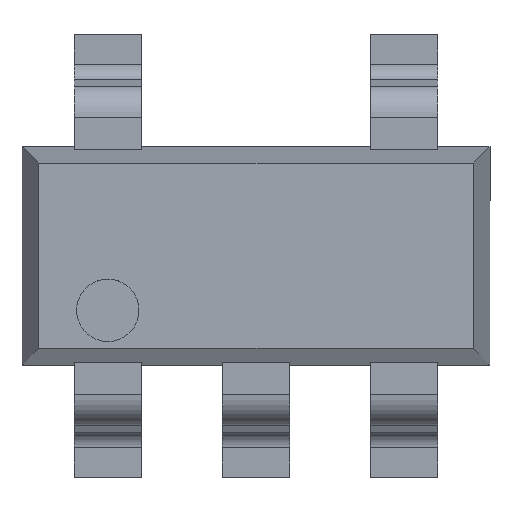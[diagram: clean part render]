
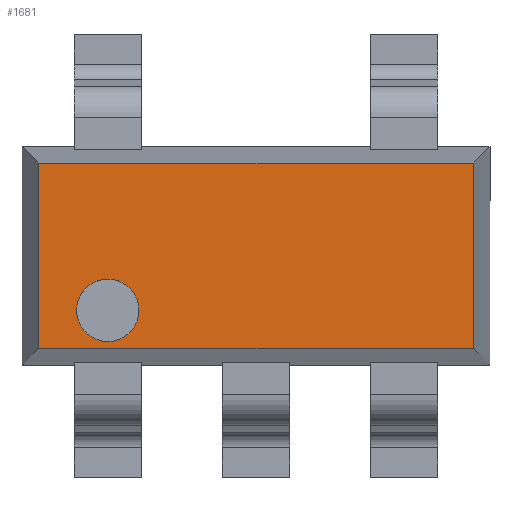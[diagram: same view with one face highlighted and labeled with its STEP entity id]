
A CAD part, top view. The second image highlights one B-rep face of the part: STEP entity #1681.
In plain terms, the highlighted planar face has unit normal (0, 0, 1).
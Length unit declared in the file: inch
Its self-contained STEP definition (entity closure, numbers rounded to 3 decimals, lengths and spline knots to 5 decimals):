
#32 = VECTOR ( 'NONE', #839, 39.37008 ) ;
#42 = CARTESIAN_POINT ( 'NONE',  ( -0.0374, -0.01378, 0.04331 ) ) ;
#85 = DIRECTION ( 'NONE',  ( 0., -1., 0. ) ) ;
#100 = LINE ( 'NONE', #2390, #2330 ) ;
#105 = CARTESIAN_POINT ( 'NONE',  ( -0.05489, -0.02339, 0.04331 ) ) ;
#249 = DIRECTION ( 'NONE',  ( 0., -1., 0. ) ) ;
#269 = LINE ( 'NONE', #635, #655 ) ;
#279 = AXIS2_PLACEMENT_3D ( 'NONE', #1394, #2363, #2318 ) ;
#361 = CIRCLE ( 'NONE', #1178, 0.00787 ) ;
#500 = CARTESIAN_POINT ( 'NONE',  ( 0.05489, 0.02756, 0.04331 ) ) ;
#635 = CARTESIAN_POINT ( 'NONE',  ( -0.05906, 0.02339, 0.04331 ) ) ;
#655 = VECTOR ( 'NONE', #1947, 39.37008 ) ;
#670 = CARTESIAN_POINT ( 'NONE',  ( 0.05489, 0.02339, 0.04331 ) ) ;
#838 = CARTESIAN_POINT ( 'NONE',  ( 0.05489, -0.02339, 0.04331 ) ) ;
#839 = DIRECTION ( 'NONE',  ( 0., 1., 0. ) ) ;
#915 = LINE ( 'NONE', #500, #1294 ) ;
#918 = VERTEX_POINT ( 'NONE', #838 ) ;
#1007 = EDGE_CURVE ( 'NONE', #1581, #1735, #361, .T. ) ;
#1041 = PLANE ( 'NONE',  #279 ) ;
#1070 = CARTESIAN_POINT ( 'NONE',  ( -0.05489, 0.02756, 0.04331 ) ) ;
#1074 = ORIENTED_EDGE ( 'NONE', *, *, #1865, .F. ) ;
#1088 = EDGE_CURVE ( 'NONE', #1737, #2195, #269, .T. ) ;
#1126 = CIRCLE ( 'NONE', #1194, 0.00787 ) ;
#1157 = DIRECTION ( 'NONE',  ( 0., -1., 0. ) ) ;
#1178 = AXIS2_PLACEMENT_3D ( 'NONE', #1528, #1198, #1157 ) ;
#1182 = CARTESIAN_POINT ( 'NONE',  ( -0.0374, -0.00591, 0.04331 ) ) ;
#1194 = AXIS2_PLACEMENT_3D ( 'NONE', #42, #1458, #249 ) ;
#1198 = DIRECTION ( 'NONE',  ( 0., 0., -1. ) ) ;
#1294 = VECTOR ( 'NONE', #85, 39.37008 ) ;
#1306 = CARTESIAN_POINT ( 'NONE',  ( -0.0374, -0.02165, 0.04331 ) ) ;
#1326 = EDGE_LOOP ( 'NONE', ( #2097, #2117, #1074, #1959 ) ) ;
#1349 = CARTESIAN_POINT ( 'NONE',  ( -0.05489, 0.02339, 0.04331 ) ) ;
#1394 = CARTESIAN_POINT ( 'NONE',  ( 0., 0., 0.04331 ) ) ;
#1450 = EDGE_CURVE ( 'NONE', #2195, #918, #915, .T. ) ;
#1458 = DIRECTION ( 'NONE',  ( 0., 0., -1. ) ) ;
#1490 = ORIENTED_EDGE ( 'NONE', *, *, #1007, .T. ) ;
#1524 = LINE ( 'NONE', #1070, #32 ) ;
#1528 = CARTESIAN_POINT ( 'NONE',  ( -0.0374, -0.01378, 0.04331 ) ) ;
#1574 = EDGE_LOOP ( 'NONE', ( #2063, #1490 ) ) ;
#1581 = VERTEX_POINT ( 'NONE', #1182 ) ;
#1681 = ADVANCED_FACE ( 'NONE', ( #2003, #1853 ), #1041, .T. ) ;
#1735 = VERTEX_POINT ( 'NONE', #1306 ) ;
#1737 = VERTEX_POINT ( 'NONE', #1349 ) ;
#1853 = FACE_OUTER_BOUND ( 'NONE', #1326, .T. ) ;
#1865 = EDGE_CURVE ( 'NONE', #2381, #1737, #1524, .T. ) ;
#1947 = DIRECTION ( 'NONE',  ( 1., 0., 0. ) ) ;
#1959 = ORIENTED_EDGE ( 'NONE', *, *, #2015, .T. ) ;
#2003 = FACE_BOUND ( 'NONE', #1574, .T. ) ;
#2015 = EDGE_CURVE ( 'NONE', #2381, #918, #100, .T. ) ;
#2063 = ORIENTED_EDGE ( 'NONE', *, *, #2151, .T. ) ;
#2097 = ORIENTED_EDGE ( 'NONE', *, *, #1450, .F. ) ;
#2117 = ORIENTED_EDGE ( 'NONE', *, *, #1088, .F. ) ;
#2151 = EDGE_CURVE ( 'NONE', #1735, #1581, #1126, .T. ) ;
#2195 = VERTEX_POINT ( 'NONE', #670 ) ;
#2318 = DIRECTION ( 'NONE',  ( 1., 0., 0. ) ) ;
#2330 = VECTOR ( 'NONE', #2476, 39.37008 ) ;
#2363 = DIRECTION ( 'NONE',  ( 0., 0., 1. ) ) ;
#2381 = VERTEX_POINT ( 'NONE', #105 ) ;
#2390 = CARTESIAN_POINT ( 'NONE',  ( 0., -0.02339, 0.04331 ) ) ;
#2476 = DIRECTION ( 'NONE',  ( 1., 0., 0. ) ) ;
